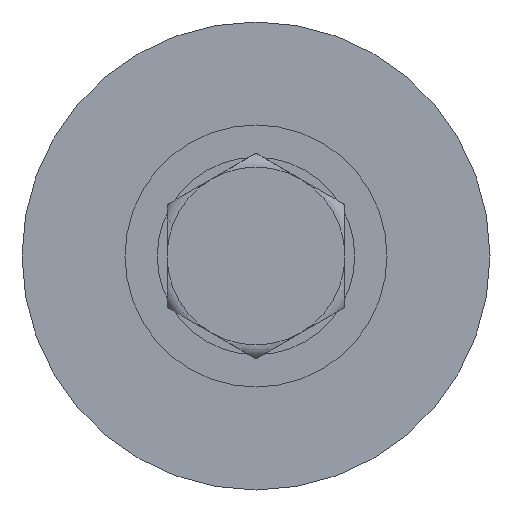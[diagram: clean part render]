
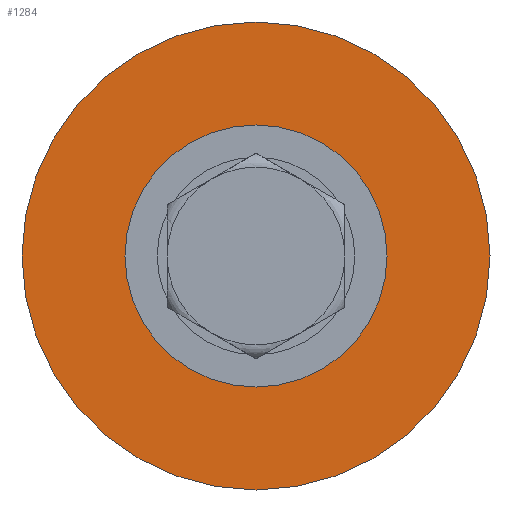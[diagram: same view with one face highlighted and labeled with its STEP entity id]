
A CAD part, front view. The second image highlights one B-rep face of the part: STEP entity #1284.
In plain terms, the highlighted planar face has unit normal (0, -1, 0).
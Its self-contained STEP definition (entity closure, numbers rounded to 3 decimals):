
#12 = CARTESIAN_POINT ( 'NONE',  ( 0., 0., 25. ) ) ;
#125 = PLANE ( 'NONE',  #1486 ) ;
#154 = AXIS2_PLACEMENT_3D ( 'NONE', #361, #2244, #2745 ) ;
#260 = CARTESIAN_POINT ( 'NONE',  ( 0., 0., -25. ) ) ;
#361 = CARTESIAN_POINT ( 'NONE',  ( 0., 0., 0. ) ) ;
#367 = CARTESIAN_POINT ( 'NONE',  ( 0., 0., 0. ) ) ;
#473 = VERTEX_POINT ( 'NONE', #808 ) ;
#526 = EDGE_CURVE ( 'NONE', #3046, #473, #1682, .T. ) ;
#808 = CARTESIAN_POINT ( 'NONE',  ( 6., 0., 0. ) ) ;
#859 = DIRECTION ( 'NONE',  ( 0., 1., 0. ) ) ;
#899 = DIRECTION ( 'NONE',  ( 0., 1., 0. ) ) ;
#935 = AXIS2_PLACEMENT_3D ( 'NONE', #936, #1197, #1188 ) ;
#936 = CARTESIAN_POINT ( 'NONE',  ( 0., 0., 0. ) ) ;
#1033 = EDGE_LOOP ( 'NONE', ( #1912, #1171 ) ) ;
#1171 = ORIENTED_EDGE ( 'NONE', *, *, #2413, .F. ) ;
#1188 = DIRECTION ( 'NONE',  ( 0., 0., 1. ) ) ;
#1197 = DIRECTION ( 'NONE',  ( 0., 1., 0. ) ) ;
#1204 = CARTESIAN_POINT ( 'NONE',  ( -6., 0., 0. ) ) ;
#1284 = ADVANCED_FACE ( 'NONE', ( #2678, #2215 ), #125, .F. ) ;
#1354 = CARTESIAN_POINT ( 'NONE',  ( 0., 0., 0. ) ) ;
#1486 = AXIS2_PLACEMENT_3D ( 'NONE', #367, #1520, #2003 ) ;
#1520 = DIRECTION ( 'NONE',  ( 0., 1., 0. ) ) ;
#1569 = AXIS2_PLACEMENT_3D ( 'NONE', #2055, #859, #2956 ) ;
#1612 = ORIENTED_EDGE ( 'NONE', *, *, #526, .T. ) ;
#1682 = CIRCLE ( 'NONE', #1569, 6. ) ;
#1798 = EDGE_CURVE ( 'NONE', #473, #3046, #2550, .T. ) ;
#1912 = ORIENTED_EDGE ( 'NONE', *, *, #3002, .F. ) ;
#1952 = ORIENTED_EDGE ( 'NONE', *, *, #1798, .T. ) ;
#2003 = DIRECTION ( 'NONE',  ( 0., 0., 1. ) ) ;
#2045 = DIRECTION ( 'NONE',  ( 0., 0., 1. ) ) ;
#2055 = CARTESIAN_POINT ( 'NONE',  ( 0., 0., 0. ) ) ;
#2170 = VERTEX_POINT ( 'NONE', #260 ) ;
#2215 = FACE_OUTER_BOUND ( 'NONE', #1033, .T. ) ;
#2244 = DIRECTION ( 'NONE',  ( 0., 1., 0. ) ) ;
#2275 = CIRCLE ( 'NONE', #935, 25. ) ;
#2413 = EDGE_CURVE ( 'NONE', #2170, #2452, #2770, .T. ) ;
#2452 = VERTEX_POINT ( 'NONE', #12 ) ;
#2550 = CIRCLE ( 'NONE', #154, 6. ) ;
#2582 = AXIS2_PLACEMENT_3D ( 'NONE', #1354, #899, #2045 ) ;
#2678 = FACE_BOUND ( 'NONE', #2973, .T. ) ;
#2745 = DIRECTION ( 'NONE',  ( 0., 0., 1. ) ) ;
#2770 = CIRCLE ( 'NONE', #2582, 25. ) ;
#2956 = DIRECTION ( 'NONE',  ( 0., 0., 1. ) ) ;
#2973 = EDGE_LOOP ( 'NONE', ( #1612, #1952 ) ) ;
#3002 = EDGE_CURVE ( 'NONE', #2452, #2170, #2275, .T. ) ;
#3046 = VERTEX_POINT ( 'NONE', #1204 ) ;
